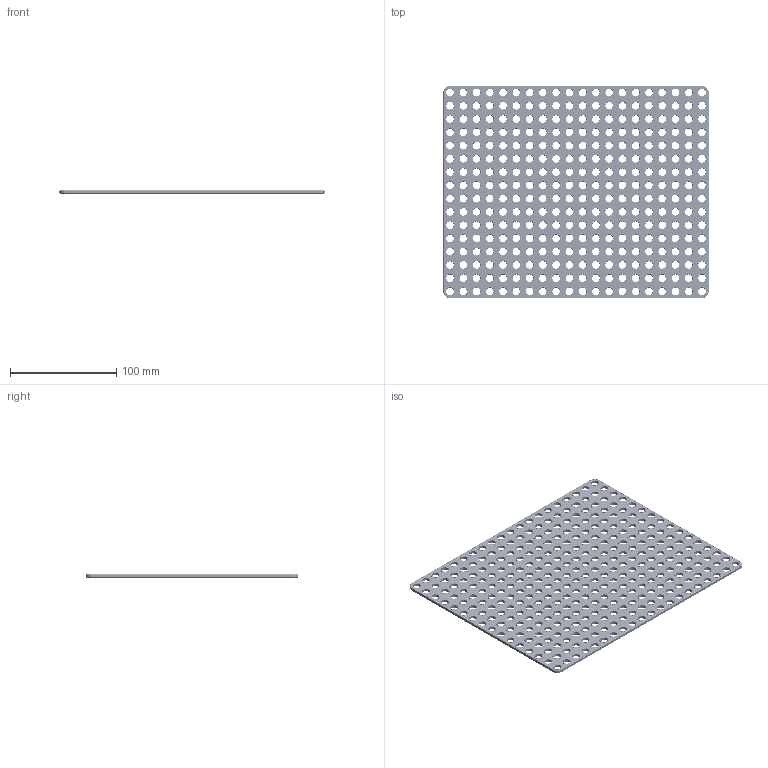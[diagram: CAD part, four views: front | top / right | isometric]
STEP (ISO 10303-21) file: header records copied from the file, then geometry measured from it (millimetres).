
FILE_DESCRIPTION(('FreeCAD Model'),'2;1');
FILE_NAME('Open CASCADE Shape Model','2024-10-09T01:39:45',(''),(''), 'Open CASCADE STEP processor 7.7','FreeCAD','Unknown');
FILE_SCHEMA(('AUTOMOTIVE_DESIGN { 1 0 10303 214 1 1 1 1 }'));
Length unit declared in the file: millimetre
Products named in the file (1): Plate RCT CRNR BU20x16x00.25 - SPN-PLT-0252 (stemfie.org)
Bounding box: 250 x 200 x 3.12 mm (x, y, z)
Volume: 111332.3 mm3; surface area: 99389.4 mm2
Topology: 1 solids, 1 shells, 2088 faces, 4549 edges, 2814 vertices
Faces by surface type: cylinder 648, cone 648, plane 646, extrusion 146
Full cylindrical faces by diameter (mm): 7 x320, 9.2 x320
Entity records: 58730 total; most frequent: CARTESIAN_POINT 10635, DIRECTION 10233, ORIENTED_EDGE 9098, EDGE_CURVE 4549, AXIS2_PLACEMENT_3D 3887, FACE_BOUND 3079, EDGE_LOOP 3079, VERTEX_POINT 2814
